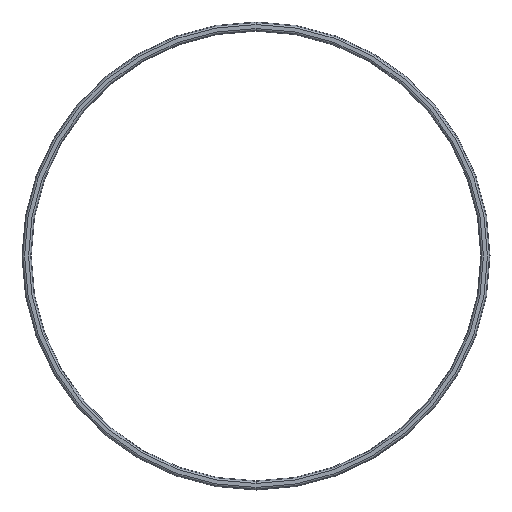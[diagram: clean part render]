
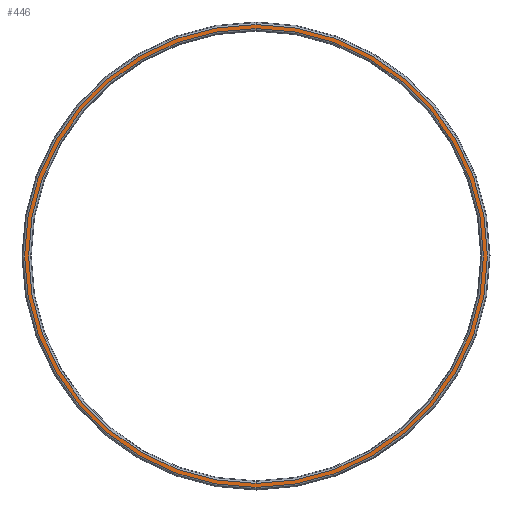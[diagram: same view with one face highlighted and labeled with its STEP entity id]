
A CAD part, front view. The second image highlights one B-rep face of the part: STEP entity #446.
In plain terms, the highlighted planar face has unit normal (0, -1, 0).
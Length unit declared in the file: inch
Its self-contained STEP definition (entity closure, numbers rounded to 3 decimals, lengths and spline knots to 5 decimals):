
#29 = DIRECTION ( 'NONE',  ( 0., 1., 0. ) ) ;
#61 = CARTESIAN_POINT ( 'NONE',  ( 7.8125, -0.25, -7.88051 ) ) ;
#98 = ORIENTED_EDGE ( 'NONE', *, *, #545, .T. ) ;
#134 = DIRECTION ( 'NONE',  ( 0., 0., -1. ) ) ;
#137 = EDGE_CURVE ( 'NONE', #658, #296, #600, .T. ) ;
#147 = ORIENTED_EDGE ( 'NONE', *, *, #327, .T. ) ;
#162 = DIRECTION ( 'NONE',  ( 0., 0., -1. ) ) ;
#177 = DIRECTION ( 'NONE',  ( 0., 0., -1. ) ) ;
#179 = DIRECTION ( 'NONE',  ( 0., -1., 0. ) ) ;
#211 = FACE_OUTER_BOUND ( 'NONE', #371, .T. ) ;
#217 = EDGE_LOOP ( 'NONE', ( #348, #255 ) ) ;
#222 = CARTESIAN_POINT ( 'NONE',  ( 7.8125, -0.25, 7.88051 ) ) ;
#244 = CARTESIAN_POINT ( 'NONE',  ( 7.8125, -0.25, 7.74449 ) ) ;
#255 = ORIENTED_EDGE ( 'NONE', *, *, #137, .T. ) ;
#273 = AXIS2_PLACEMENT_3D ( 'NONE', #532, #471, #177 ) ;
#287 = DIRECTION ( 'NONE',  ( 0., 0., -1. ) ) ;
#296 = VERTEX_POINT ( 'NONE', #457 ) ;
#321 = FACE_BOUND ( 'NONE', #217, .T. ) ;
#327 = EDGE_CURVE ( 'NONE', #381, #361, #477, .T. ) ;
#332 = DIRECTION ( 'NONE',  ( 0., 0., -1. ) ) ;
#343 = AXIS2_PLACEMENT_3D ( 'NONE', #542, #179, #134 ) ;
#348 = ORIENTED_EDGE ( 'NONE', *, *, #598, .T. ) ;
#361 = VERTEX_POINT ( 'NONE', #61 ) ;
#371 = EDGE_LOOP ( 'NONE', ( #98, #147 ) ) ;
#381 = VERTEX_POINT ( 'NONE', #222 ) ;
#391 = DIRECTION ( 'NONE',  ( 0., 1., 0. ) ) ;
#446 = ADVANCED_FACE ( 'NONE', ( #211, #321 ), #588, .T. ) ;
#457 = CARTESIAN_POINT ( 'NONE',  ( 7.8125, -0.25, -7.74449 ) ) ;
#471 = DIRECTION ( 'NONE',  ( 0., -1., 0. ) ) ;
#475 = AXIS2_PLACEMENT_3D ( 'NONE', #619, #633, #162 ) ;
#477 = CIRCLE ( 'NONE', #273, 7.88051 ) ;
#516 = CIRCLE ( 'NONE', #572, 7.74449 ) ;
#532 = CARTESIAN_POINT ( 'NONE',  ( 7.8125, -0.25, 0. ) ) ;
#542 = CARTESIAN_POINT ( 'NONE',  ( 7.8125, -0.25, 0. ) ) ;
#545 = EDGE_CURVE ( 'NONE', #361, #381, #584, .T. ) ;
#546 = CARTESIAN_POINT ( 'NONE',  ( 7.8125, -0.25, 0. ) ) ;
#572 = AXIS2_PLACEMENT_3D ( 'NONE', #546, #29, #287 ) ;
#584 = CIRCLE ( 'NONE', #343, 7.88051 ) ;
#588 = PLANE ( 'NONE',  #475 ) ;
#598 = EDGE_CURVE ( 'NONE', #296, #658, #516, .T. ) ;
#600 = CIRCLE ( 'NONE', #632, 7.74449 ) ;
#619 = CARTESIAN_POINT ( 'NONE',  ( -0.10938, -0.25, 0. ) ) ;
#632 = AXIS2_PLACEMENT_3D ( 'NONE', #637, #391, #332 ) ;
#633 = DIRECTION ( 'NONE',  ( 0., -1., 0. ) ) ;
#637 = CARTESIAN_POINT ( 'NONE',  ( 7.8125, -0.25, 0. ) ) ;
#658 = VERTEX_POINT ( 'NONE', #244 ) ;
